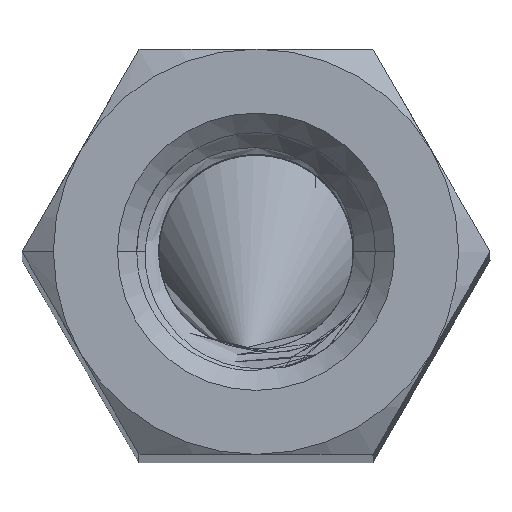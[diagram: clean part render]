
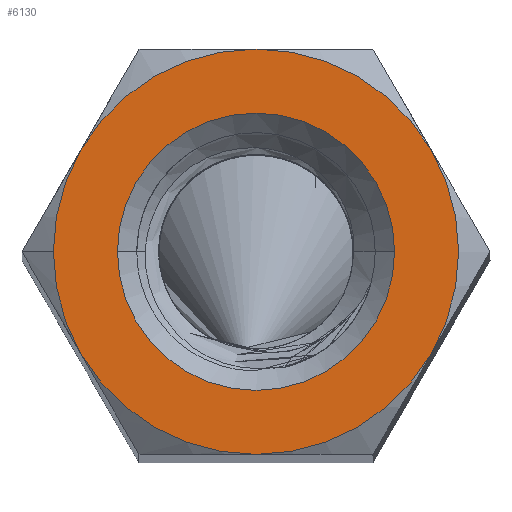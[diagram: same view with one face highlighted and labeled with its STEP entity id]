
A CAD part, top view. The second image highlights one B-rep face of the part: STEP entity #6130.
In plain terms, the highlighted planar face has unit normal (0, 0, 1).
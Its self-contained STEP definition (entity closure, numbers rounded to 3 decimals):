
#61 = VERTEX_POINT ( 'NONE', #658 ) ;
#197 = ORIENTED_EDGE ( 'NONE', *, *, #2808, .T. ) ;
#341 = FACE_OUTER_BOUND ( 'NONE', #891, .T. ) ;
#371 = DIRECTION ( 'NONE',  ( 1., 0., 0. ) ) ;
#591 = CIRCLE ( 'NONE', #2565, 2.5 ) ;
#636 = CARTESIAN_POINT ( 'NONE',  ( 1.71, 0., 60. ) ) ;
#658 = CARTESIAN_POINT ( 'NONE',  ( 2.165, -1.25, 60. ) ) ;
#891 = EDGE_LOOP ( 'NONE', ( #4604, #8006, #1928, #8841, #2064, #1559, #4518 ) ) ;
#1135 = CARTESIAN_POINT ( 'NONE',  ( 0., 2.5, 60. ) ) ;
#1143 = EDGE_CURVE ( 'NONE', #1965, #7647, #3905, .T. ) ;
#1162 = CARTESIAN_POINT ( 'NONE',  ( 0., 0., 60. ) ) ;
#1559 = ORIENTED_EDGE ( 'NONE', *, *, #2216, .T. ) ;
#1804 = AXIS2_PLACEMENT_3D ( 'NONE', #3932, #9478, #4726 ) ;
#1928 = ORIENTED_EDGE ( 'NONE', *, *, #9357, .F. ) ;
#1951 = DIRECTION ( 'NONE',  ( -1., 0., 0. ) ) ;
#1965 = VERTEX_POINT ( 'NONE', #2504 ) ;
#2064 = ORIENTED_EDGE ( 'NONE', *, *, #8249, .T. ) ;
#2181 = CARTESIAN_POINT ( 'NONE',  ( -2.165, -1.25, 60. ) ) ;
#2216 = EDGE_CURVE ( 'NONE', #5537, #2818, #5775, .T. ) ;
#2368 = DIRECTION ( 'NONE',  ( 0., 0., 1. ) ) ;
#2504 = CARTESIAN_POINT ( 'NONE',  ( -1.71, 0., 60. ) ) ;
#2565 = AXIS2_PLACEMENT_3D ( 'NONE', #8113, #3374, #8912 ) ;
#2630 = AXIS2_PLACEMENT_3D ( 'NONE', #7095, #2368, #7904 ) ;
#2752 = VERTEX_POINT ( 'NONE', #1135 ) ;
#2808 = EDGE_CURVE ( 'NONE', #7647, #1965, #9096, .T. ) ;
#2818 = VERTEX_POINT ( 'NONE', #6658 ) ;
#3108 = CARTESIAN_POINT ( 'NONE',  ( -2.165, 1.25, 60. ) ) ;
#3374 = DIRECTION ( 'NONE',  ( 0., 0., 1. ) ) ;
#3422 = DIRECTION ( 'NONE',  ( 0., 0., 1. ) ) ;
#3771 = DIRECTION ( 'NONE',  ( 0., 0., -1. ) ) ;
#3778 = DIRECTION ( 'NONE',  ( 0., 0., 1. ) ) ;
#3905 = CIRCLE ( 'NONE', #10114, 1.71 ) ;
#3932 = CARTESIAN_POINT ( 'NONE',  ( 0., 0., 60. ) ) ;
#3934 = CARTESIAN_POINT ( 'NONE',  ( 2.165, 1.25, 60. ) ) ;
#3996 = EDGE_CURVE ( 'NONE', #9061, #2752, #8616, .T. ) ;
#4341 = DIRECTION ( 'NONE',  ( 0., 0., 1. ) ) ;
#4508 = CARTESIAN_POINT ( 'NONE',  ( 0., 0., 60. ) ) ;
#4518 = ORIENTED_EDGE ( 'NONE', *, *, #7524, .T. ) ;
#4554 = FACE_BOUND ( 'NONE', #8971, .T. ) ;
#4604 = ORIENTED_EDGE ( 'NONE', *, *, #5780, .T. ) ;
#4605 = CIRCLE ( 'NONE', #6841, 2.5 ) ;
#4726 = DIRECTION ( 'NONE',  ( -1., 0., 0. ) ) ;
#4994 = AXIS2_PLACEMENT_3D ( 'NONE', #9856, #5111, #371 ) ;
#5111 = DIRECTION ( 'NONE',  ( 0., 0., -1. ) ) ;
#5310 = DIRECTION ( 'NONE',  ( 1., 0., 0. ) ) ;
#5537 = VERTEX_POINT ( 'NONE', #3108 ) ;
#5701 = AXIS2_PLACEMENT_3D ( 'NONE', #8520, #3771, #9317 ) ;
#5721 = AXIS2_PLACEMENT_3D ( 'NONE', #1162, #6680, #1951 ) ;
#5775 = CIRCLE ( 'NONE', #5721, 2.5 ) ;
#5780 = EDGE_CURVE ( 'NONE', #9371, #7878, #591, .T. ) ;
#5899 = PLANE ( 'NONE',  #6815 ) ;
#6130 = ADVANCED_FACE ( 'NONE', ( #4554, #341 ), #5899, .T. ) ;
#6658 = CARTESIAN_POINT ( 'NONE',  ( -2.5, 0., 60. ) ) ;
#6680 = DIRECTION ( 'NONE',  ( 0., 0., 1. ) ) ;
#6815 = AXIS2_PLACEMENT_3D ( 'NONE', #9090, #4341, #9884 ) ;
#6841 = AXIS2_PLACEMENT_3D ( 'NONE', #8530, #3778, #9325 ) ;
#7095 = CARTESIAN_POINT ( 'NONE',  ( 0., 0., 60. ) ) ;
#7443 = CIRCLE ( 'NONE', #9302, 2.5 ) ;
#7524 = EDGE_CURVE ( 'NONE', #2818, #9371, #4605, .T. ) ;
#7647 = VERTEX_POINT ( 'NONE', #636 ) ;
#7878 = VERTEX_POINT ( 'NONE', #9192 ) ;
#7904 = DIRECTION ( 'NONE',  ( -1., 0., 0. ) ) ;
#8006 = ORIENTED_EDGE ( 'NONE', *, *, #10047, .T. ) ;
#8113 = CARTESIAN_POINT ( 'NONE',  ( 0., 0., 60. ) ) ;
#8165 = CARTESIAN_POINT ( 'NONE',  ( 0., 0., 60. ) ) ;
#8249 = EDGE_CURVE ( 'NONE', #2752, #5537, #7443, .T. ) ;
#8520 = CARTESIAN_POINT ( 'NONE',  ( 0., 0., 60. ) ) ;
#8530 = CARTESIAN_POINT ( 'NONE',  ( 0., 0., 60. ) ) ;
#8616 = CIRCLE ( 'NONE', #2630, 2.5 ) ;
#8661 = CIRCLE ( 'NONE', #5701, 2.5 ) ;
#8841 = ORIENTED_EDGE ( 'NONE', *, *, #3996, .T. ) ;
#8912 = DIRECTION ( 'NONE',  ( -1., 0., 0. ) ) ;
#8960 = DIRECTION ( 'NONE',  ( -1., 0., 0. ) ) ;
#8971 = EDGE_LOOP ( 'NONE', ( #197, #9153 ) ) ;
#9061 = VERTEX_POINT ( 'NONE', #3934 ) ;
#9090 = CARTESIAN_POINT ( 'NONE',  ( 0., 0., 60. ) ) ;
#9096 = CIRCLE ( 'NONE', #4994, 1.71 ) ;
#9153 = ORIENTED_EDGE ( 'NONE', *, *, #1143, .T. ) ;
#9192 = CARTESIAN_POINT ( 'NONE',  ( 0., -2.5, 60. ) ) ;
#9280 = CIRCLE ( 'NONE', #1804, 2.5 ) ;
#9302 = AXIS2_PLACEMENT_3D ( 'NONE', #8165, #3422, #8960 ) ;
#9317 = DIRECTION ( 'NONE',  ( -1., 0., 0. ) ) ;
#9325 = DIRECTION ( 'NONE',  ( -1., 0., 0. ) ) ;
#9357 = EDGE_CURVE ( 'NONE', #9061, #61, #8661, .T. ) ;
#9371 = VERTEX_POINT ( 'NONE', #2181 ) ;
#9478 = DIRECTION ( 'NONE',  ( 0., 0., 1. ) ) ;
#9856 = CARTESIAN_POINT ( 'NONE',  ( 0., 0., 60. ) ) ;
#9884 = DIRECTION ( 'NONE',  ( 1., 0., 0. ) ) ;
#10047 = EDGE_CURVE ( 'NONE', #7878, #61, #9280, .T. ) ;
#10055 = DIRECTION ( 'NONE',  ( 0., 0., -1. ) ) ;
#10114 = AXIS2_PLACEMENT_3D ( 'NONE', #4508, #10055, #5310 ) ;
